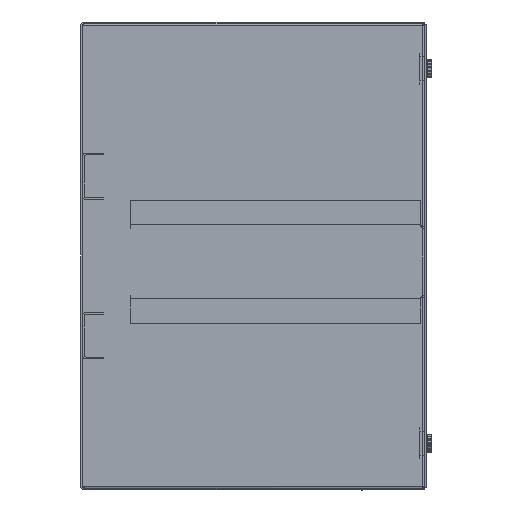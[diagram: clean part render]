
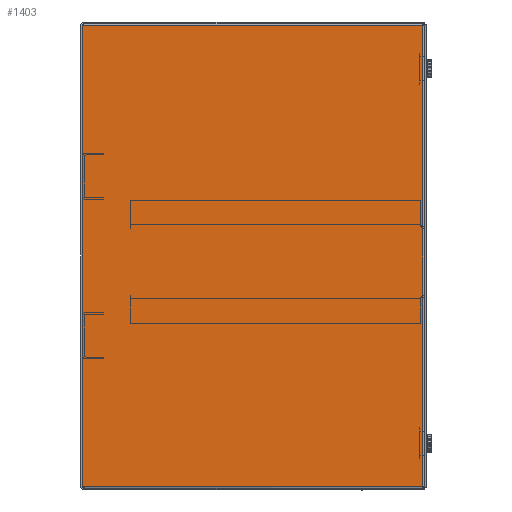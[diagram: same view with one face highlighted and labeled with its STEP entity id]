
A CAD part, left-side view. The second image highlights one B-rep face of the part: STEP entity #1403.
In plain terms, the highlighted face is planar.
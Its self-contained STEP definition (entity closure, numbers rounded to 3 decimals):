
#31 = CARTESIAN_POINT ( 'NONE',  ( -359.5, 0., -495.293 ) ) ;
#849 = EDGE_CURVE ( 'NONE', #6080, #1188, #13390, .T. ) ;
#1179 = ORIENTED_EDGE ( 'NONE', *, *, #8835, .T. ) ;
#1188 = VERTEX_POINT ( 'NONE', #11365 ) ;
#1403 = ADVANCED_FACE ( 'NONE', ( #6982 ), #9410, .F. ) ;
#1459 = ORIENTED_EDGE ( 'NONE', *, *, #849, .F. ) ;
#1527 = ORIENTED_EDGE ( 'NONE', *, *, #2009, .T. ) ;
#1661 = LINE ( 'NONE', #14233, #10307 ) ;
#1891 = EDGE_CURVE ( 'NONE', #9695, #1188, #2485, .T. ) ;
#2009 = EDGE_CURVE ( 'NONE', #6080, #3009, #1661, .T. ) ;
#2184 = DIRECTION ( 'NONE',  ( -1., 0., 0. ) ) ;
#2245 = ORIENTED_EDGE ( 'NONE', *, *, #1891, .T. ) ;
#2485 = LINE ( 'NONE', #5820, #2532 ) ;
#2532 = VECTOR ( 'NONE', #12569, 1000. ) ;
#2632 = DIRECTION ( 'NONE',  ( 0., 0., -1. ) ) ;
#3009 = VERTEX_POINT ( 'NONE', #6888 ) ;
#3225 = LINE ( 'NONE', #11204, #12759 ) ;
#3578 = VERTEX_POINT ( 'NONE', #13145 ) ;
#3927 = DIRECTION ( 'NONE',  ( -1., 0., 0. ) ) ;
#4991 = LINE ( 'NONE', #11800, #12054 ) ;
#5583 = DIRECTION ( 'NONE',  ( -1., 0., 0. ) ) ;
#5820 = CARTESIAN_POINT ( 'NONE',  ( -362.793, 0., 492. ) ) ;
#5985 = CARTESIAN_POINT ( 'NONE',  ( 0., 0., 0. ) ) ;
#6080 = VERTEX_POINT ( 'NONE', #8473 ) ;
#6688 = EDGE_LOOP ( 'NONE', ( #8800, #2245, #1459, #1527, #10131, #1179 ) ) ;
#6831 = DIRECTION ( 'NONE',  ( 0., 0., -1. ) ) ;
#6888 = CARTESIAN_POINT ( 'NONE',  ( 367.5, 0., -492. ) ) ;
#6982 = FACE_OUTER_BOUND ( 'NONE', #6688, .T. ) ;
#7254 = EDGE_CURVE ( 'NONE', #3009, #9025, #3225, .T. ) ;
#7355 = VECTOR ( 'NONE', #5583, 1000. ) ;
#7893 = CARTESIAN_POINT ( 'NONE',  ( -359.5, 0., 492. ) ) ;
#8065 = LINE ( 'NONE', #31, #10578 ) ;
#8473 = CARTESIAN_POINT ( 'NONE',  ( 367.5, 0., 492. ) ) ;
#8513 = DIRECTION ( 'NONE',  ( 0., 0., 1. ) ) ;
#8800 = ORIENTED_EDGE ( 'NONE', *, *, #14110, .T. ) ;
#8835 = EDGE_CURVE ( 'NONE', #9025, #3578, #4991, .T. ) ;
#9025 = VERTEX_POINT ( 'NONE', #11990 ) ;
#9410 = PLANE ( 'NONE',  #10061 ) ;
#9695 = VERTEX_POINT ( 'NONE', #7893 ) ;
#10061 = AXIS2_PLACEMENT_3D ( 'NONE', #5985, #10622, #6831 ) ;
#10131 = ORIENTED_EDGE ( 'NONE', *, *, #7254, .T. ) ;
#10307 = VECTOR ( 'NONE', #2632, 1000. ) ;
#10578 = VECTOR ( 'NONE', #8513, 1000. ) ;
#10622 = DIRECTION ( 'NONE',  ( 0., -1., 0. ) ) ;
#11204 = CARTESIAN_POINT ( 'NONE',  ( 367.5, 0., -492. ) ) ;
#11365 = CARTESIAN_POINT ( 'NONE',  ( 366.086, 0., 492. ) ) ;
#11800 = CARTESIAN_POINT ( 'NONE',  ( 367.5, 0., -492. ) ) ;
#11990 = CARTESIAN_POINT ( 'NONE',  ( 366.086, 0., -492. ) ) ;
#12054 = VECTOR ( 'NONE', #3927, 1000. ) ;
#12569 = DIRECTION ( 'NONE',  ( 1., 0., 0. ) ) ;
#12759 = VECTOR ( 'NONE', #2184, 1000. ) ;
#13145 = CARTESIAN_POINT ( 'NONE',  ( -359.5, 0., -492. ) ) ;
#13390 = LINE ( 'NONE', #14625, #7355 ) ;
#14110 = EDGE_CURVE ( 'NONE', #3578, #9695, #8065, .T. ) ;
#14233 = CARTESIAN_POINT ( 'NONE',  ( 367.5, 0., 500. ) ) ;
#14625 = CARTESIAN_POINT ( 'NONE',  ( -362.793, 0., 492. ) ) ;
